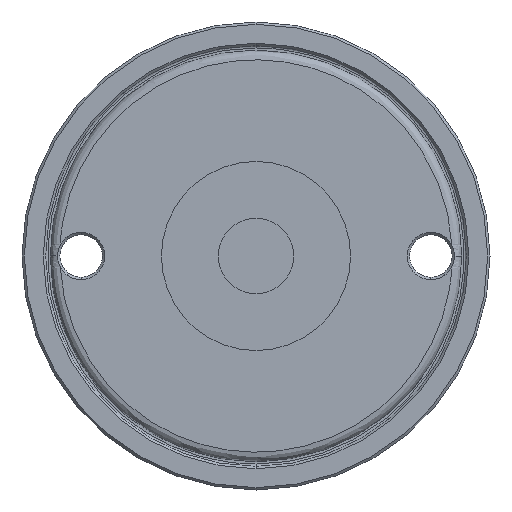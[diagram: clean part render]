
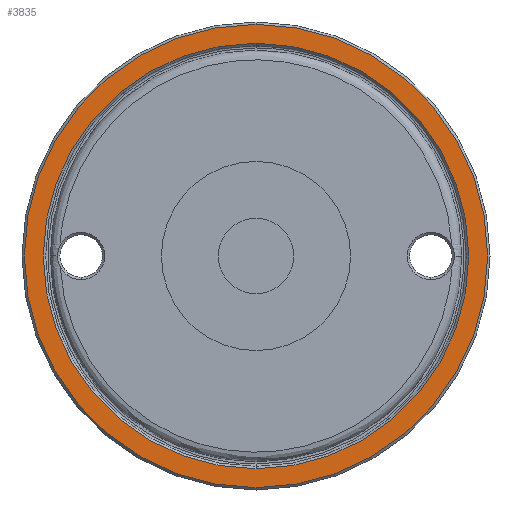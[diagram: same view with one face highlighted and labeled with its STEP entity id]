
A CAD part, front view. The second image highlights one B-rep face of the part: STEP entity #3835.
In plain terms, the highlighted planar face has unit normal (0, -1, 0).
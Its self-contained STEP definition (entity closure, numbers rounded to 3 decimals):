
#291 = DIRECTION ( 'NONE',  ( 0., -1., 0. ) ) ;
#302 = DIRECTION ( 'NONE',  ( 0., 0., -1. ) ) ;
#564 = CARTESIAN_POINT ( 'NONE',  ( 49.5, 0., 0. ) ) ;
#671 = VERTEX_POINT ( 'NONE', #3953 ) ;
#728 = CARTESIAN_POINT ( 'NONE',  ( 49.5, 0., 49. ) ) ;
#985 = AXIS2_PLACEMENT_3D ( 'NONE', #1211, #1162, #1076 ) ;
#1021 = AXIS2_PLACEMENT_3D ( 'NONE', #5160, #4890, #4875 ) ;
#1076 = DIRECTION ( 'NONE',  ( 0., 0., -1. ) ) ;
#1106 = PLANE ( 'NONE',  #2075 ) ;
#1162 = DIRECTION ( 'NONE',  ( 0., 1., 0. ) ) ;
#1211 = CARTESIAN_POINT ( 'NONE',  ( 49.5, 0., 0. ) ) ;
#1212 = EDGE_LOOP ( 'NONE', ( #4759, #4415 ) ) ;
#1241 = AXIS2_PLACEMENT_3D ( 'NONE', #3171, #3338, #2000 ) ;
#1552 = VERTEX_POINT ( 'NONE', #4176 ) ;
#1585 = AXIS2_PLACEMENT_3D ( 'NONE', #564, #1686, #302 ) ;
#1601 = EDGE_CURVE ( 'NONE', #671, #1552, #1606, .T. ) ;
#1606 = CIRCLE ( 'NONE', #1585, 45. ) ;
#1686 = DIRECTION ( 'NONE',  ( 0., 1., 0. ) ) ;
#2000 = DIRECTION ( 'NONE',  ( 0., 0., 1. ) ) ;
#2036 = CARTESIAN_POINT ( 'NONE',  ( 49.5, 0., -49. ) ) ;
#2075 = AXIS2_PLACEMENT_3D ( 'NONE', #2760, #291, #3175 ) ;
#2078 = EDGE_CURVE ( 'NONE', #2591, #4981, #4061, .T. ) ;
#2435 = EDGE_CURVE ( 'NONE', #4981, #2591, #2513, .T. ) ;
#2478 = EDGE_CURVE ( 'NONE', #1552, #671, #4795, .T. ) ;
#2513 = CIRCLE ( 'NONE', #1021, 49. ) ;
#2591 = VERTEX_POINT ( 'NONE', #2036 ) ;
#2760 = CARTESIAN_POINT ( 'NONE',  ( 5., 0., 0. ) ) ;
#2872 = FACE_BOUND ( 'NONE', #1212, .T. ) ;
#3171 = CARTESIAN_POINT ( 'NONE',  ( 49.5, 0., 0. ) ) ;
#3175 = DIRECTION ( 'NONE',  ( 0., 0., -1. ) ) ;
#3338 = DIRECTION ( 'NONE',  ( 0., -1., 0. ) ) ;
#3407 = ORIENTED_EDGE ( 'NONE', *, *, #2435, .T. ) ;
#3418 = EDGE_LOOP ( 'NONE', ( #3407, #4626 ) ) ;
#3827 = FACE_OUTER_BOUND ( 'NONE', #3418, .T. ) ;
#3835 = ADVANCED_FACE ( 'NONE', ( #3827, #2872 ), #1106, .T. ) ;
#3953 = CARTESIAN_POINT ( 'NONE',  ( 49.5, 0., -45. ) ) ;
#4061 = CIRCLE ( 'NONE', #1241, 49. ) ;
#4176 = CARTESIAN_POINT ( 'NONE',  ( 49.5, 0., 45. ) ) ;
#4415 = ORIENTED_EDGE ( 'NONE', *, *, #2478, .T. ) ;
#4626 = ORIENTED_EDGE ( 'NONE', *, *, #2078, .T. ) ;
#4759 = ORIENTED_EDGE ( 'NONE', *, *, #1601, .T. ) ;
#4795 = CIRCLE ( 'NONE', #985, 45. ) ;
#4875 = DIRECTION ( 'NONE',  ( 0., 0., 1. ) ) ;
#4890 = DIRECTION ( 'NONE',  ( 0., -1., 0. ) ) ;
#4981 = VERTEX_POINT ( 'NONE', #728 ) ;
#5160 = CARTESIAN_POINT ( 'NONE',  ( 49.5, 0., 0. ) ) ;
